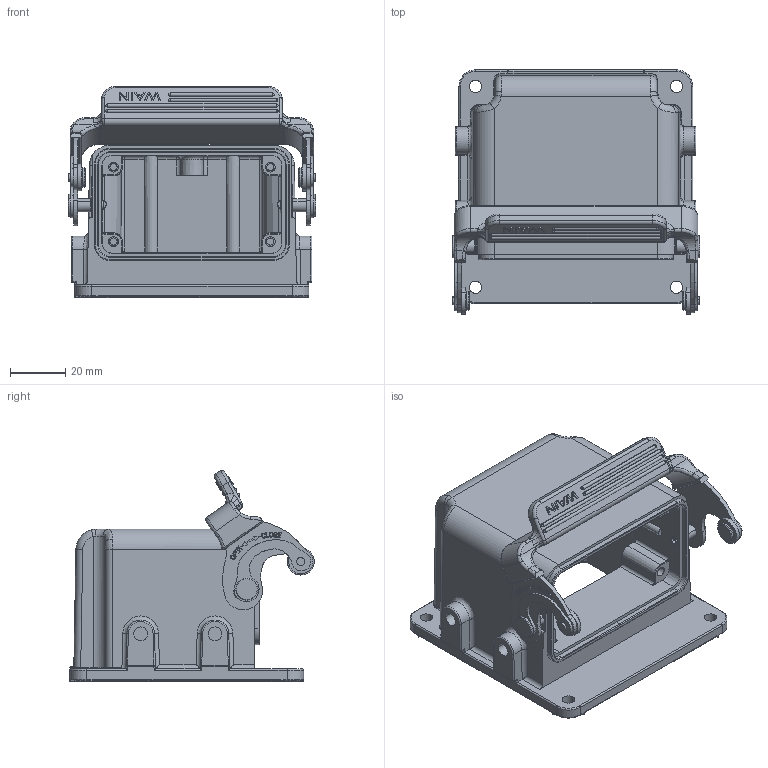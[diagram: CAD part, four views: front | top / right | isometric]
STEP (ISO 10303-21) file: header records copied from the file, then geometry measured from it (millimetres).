
FILE_DESCRIPTION((''),'2;1');
FILE_NAME('PRT0009','2017-04-12T',('dm.li'),(''),'PRO/ENGINEER BY PARAMETRIC TECHNOLOGY CORPORATION, 2012480','PRO/ENGINEER BY PARAMETRIC TECHNOLOGY CORPORATION, 2012480','');
FILE_SCHEMA(('AUTOMOTIVE_DESIGN { 1 0 10303 214 1 1 1 1 }'));
Products named in the file (1): PRT0009
Bounding box: 90.05 x 88.87 x 76.7 mm (x, y, z)
Volume: 100314.7 mm3; surface area: 52506.4 mm2
Topology: 1 solids, 23 shells, 1577 faces, 4192 edges, 2677 vertices
Faces by surface type: plane 555, cylinder 396, extrusion 296, torus 126, cone 101, bspline 65, sphere 38
Entity records: 58049 total; most frequent: CARTESIAN_POINT 16876, ORIENTED_EDGE 8237, DIRECTION 6971, EDGE_CURVE 4137, VERTEX_POINT 2677, VECTOR 2345, AXIS2_PLACEMENT_3D 2313, LINE 2049
